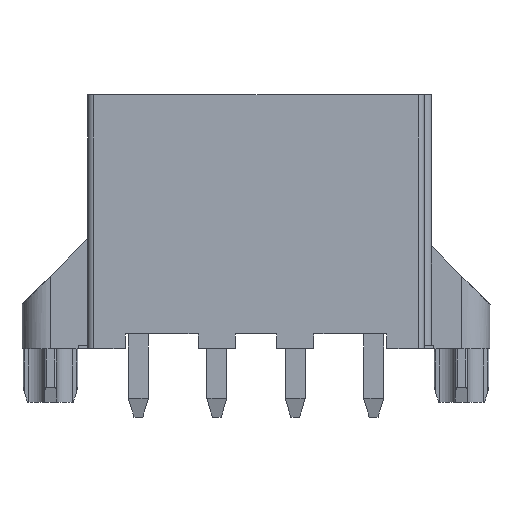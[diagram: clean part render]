
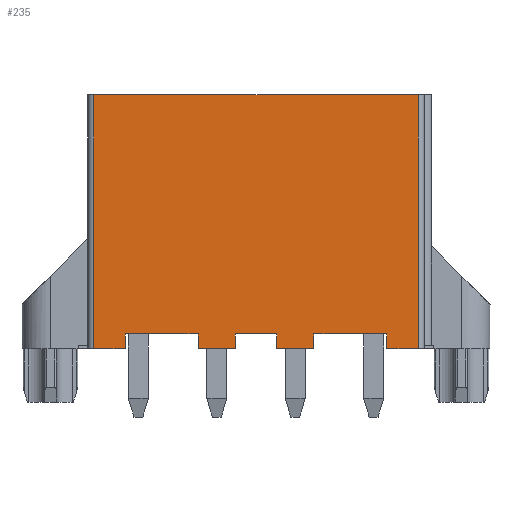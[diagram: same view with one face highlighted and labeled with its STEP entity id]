
A CAD part, front view. The second image highlights one B-rep face of the part: STEP entity #235.
In plain terms, the highlighted planar face has unit normal (0, -1, 0).
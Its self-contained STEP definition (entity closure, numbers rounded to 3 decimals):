
#235 = ADVANCED_FACE( '', ( #718 ), #719, .T. );
#718 = FACE_OUTER_BOUND( '', #1399, .T. );
#719 = PLANE( '', #1400 );
#1399 = EDGE_LOOP( '', ( #2916, #2917, #2918, #2919, #2920, #2921, #2922, #2923, #2924, #2925, #2926, #2927, #2928, #2929, #2930, #2931 ) );
#1400 = AXIS2_PLACEMENT_3D( '', #2932, #2933, #2934 );
#2916 = ORIENTED_EDGE( '', *, *, #4798, .F. );
#2917 = ORIENTED_EDGE( '', *, *, #4957, .T. );
#2918 = ORIENTED_EDGE( '', *, *, #4946, .F. );
#2919 = ORIENTED_EDGE( '', *, *, #4831, .F. );
#2920 = ORIENTED_EDGE( '', *, *, #4729, .T. );
#2921 = ORIENTED_EDGE( '', *, *, #4958, .T. );
#2922 = ORIENTED_EDGE( '', *, *, #4959, .T. );
#2923 = ORIENTED_EDGE( '', *, *, #4960, .T. );
#2924 = ORIENTED_EDGE( '', *, *, #4961, .F. );
#2925 = ORIENTED_EDGE( '', *, *, #4962, .T. );
#2926 = ORIENTED_EDGE( '', *, *, #4963, .T. );
#2927 = ORIENTED_EDGE( '', *, *, #4964, .T. );
#2928 = ORIENTED_EDGE( '', *, *, #4761, .F. );
#2929 = ORIENTED_EDGE( '', *, *, #4893, .T. );
#2930 = ORIENTED_EDGE( '', *, *, #4965, .T. );
#2931 = ORIENTED_EDGE( '', *, *, #4966, .T. );
#2932 = CARTESIAN_POINT( '', ( -8.7, -4.8, 6.8 ) );
#2933 = DIRECTION( '', ( 0., -1., 0. ) );
#2934 = DIRECTION( '', ( 0., 0., -1. ) );
#4729 = EDGE_CURVE( '', #5826, #5824, #5827, .T. );
#4761 = EDGE_CURVE( '', #5881, #5882, #5883, .T. );
#4798 = EDGE_CURVE( '', #5946, #5947, #5948, .T. );
#4831 = EDGE_CURVE( '', #5826, #6000, #6001, .T. );
#4893 = EDGE_CURVE( '', #5881, #6095, #6097, .T. );
#4946 = EDGE_CURVE( '', #6000, #6185, #6186, .T. );
#4957 = EDGE_CURVE( '', #5946, #6185, #6199, .T. );
#4958 = EDGE_CURVE( '', #5824, #6200, #6201, .T. );
#4959 = EDGE_CURVE( '', #6200, #6202, #6203, .T. );
#4960 = EDGE_CURVE( '', #6202, #6204, #6205, .T. );
#4961 = EDGE_CURVE( '', #6206, #6204, #6207, .T. );
#4962 = EDGE_CURVE( '', #6206, #6208, #6209, .T. );
#4963 = EDGE_CURVE( '', #6208, #6210, #6211, .T. );
#4964 = EDGE_CURVE( '', #6210, #5882, #6212, .T. );
#4965 = EDGE_CURVE( '', #6095, #6213, #6214, .T. );
#4966 = EDGE_CURVE( '', #6213, #5947, #6215, .T. );
#5824 = VERTEX_POINT( '', #7640 );
#5826 = VERTEX_POINT( '', #7642 );
#5827 = LINE( '', #7643, #7644 );
#5881 = VERTEX_POINT( '', #7726 );
#5882 = VERTEX_POINT( '', #7727 );
#5883 = LINE( '', #7728, #7729 );
#5946 = VERTEX_POINT( '', #7833 );
#5947 = VERTEX_POINT( '', #7834 );
#5948 = LINE( '', #7835, #7836 );
#6000 = VERTEX_POINT( '', #7919 );
#6001 = LINE( '', #7920, #7921 );
#6095 = VERTEX_POINT( '', #8073 );
#6097 = LINE( '', #8076, #8077 );
#6185 = VERTEX_POINT( '', #8232 );
#6186 = LINE( '', #8233, #8234 );
#6199 = LINE( '', #8256, #8257 );
#6200 = VERTEX_POINT( '', #8258 );
#6201 = LINE( '', #8259, #8260 );
#6202 = VERTEX_POINT( '', #8261 );
#6203 = LINE( '', #8262, #8263 );
#6204 = VERTEX_POINT( '', #8264 );
#6205 = LINE( '', #8265, #8266 );
#6206 = VERTEX_POINT( '', #8267 );
#6207 = LINE( '', #8268, #8269 );
#6208 = VERTEX_POINT( '', #8270 );
#6209 = LINE( '', #8271, #8272 );
#6210 = VERTEX_POINT( '', #8273 );
#6211 = LINE( '', #8274, #8275 );
#6212 = LINE( '', #8276, #8277 );
#6213 = VERTEX_POINT( '', #8278 );
#6214 = LINE( '', #8279, #8280 );
#6215 = LINE( '', #8281, #8282 );
#7640 = CARTESIAN_POINT( '', ( -8.7, -4.8, -6.8 ) );
#7642 = CARTESIAN_POINT( '', ( -8.7, -4.8, 6.8 ) );
#7643 = CARTESIAN_POINT( '', ( -8.7, -4.8, 6.8 ) );
#7644 = VECTOR( '', #9293, 1000. );
#7726 = CARTESIAN_POINT( '', ( 1.1, -4.8, -6.8 ) );
#7727 = CARTESIAN_POINT( '', ( 1.1, -4.8, -6. ) );
#7728 = CARTESIAN_POINT( '', ( 1.1, -4.8, -6.8 ) );
#7729 = VECTOR( '', #9331, 1000. );
#7833 = CARTESIAN_POINT( '', ( 7., -4.8, -6.8 ) );
#7834 = CARTESIAN_POINT( '', ( 7., -4.8, -6. ) );
#7835 = CARTESIAN_POINT( '', ( 7., -4.8, -6.8 ) );
#7836 = VECTOR( '', #9371, 1000. );
#7919 = CARTESIAN_POINT( '', ( 8.7, -4.8, 6.8 ) );
#7920 = CARTESIAN_POINT( '', ( -8.7, -4.8, 6.8 ) );
#7921 = VECTOR( '', #9406, 1000. );
#8073 = CARTESIAN_POINT( '', ( 3.1, -4.8, -6.8 ) );
#8076 = CARTESIAN_POINT( '', ( 1.1, -4.8, -6.8 ) );
#8077 = VECTOR( '', #9472, 1000. );
#8232 = CARTESIAN_POINT( '', ( 8.7, -4.8, -6.8 ) );
#8233 = CARTESIAN_POINT( '', ( 8.7, -4.8, 6.8 ) );
#8234 = VECTOR( '', #9525, 1000. );
#8256 = CARTESIAN_POINT( '', ( 7., -4.8, -6.8 ) );
#8257 = VECTOR( '', #9538, 1000. );
#8258 = CARTESIAN_POINT( '', ( -7., -4.8, -6.8 ) );
#8259 = CARTESIAN_POINT( '', ( -8.7, -4.8, -6.8 ) );
#8260 = VECTOR( '', #9539, 1000. );
#8261 = CARTESIAN_POINT( '', ( -7., -4.8, -6. ) );
#8262 = CARTESIAN_POINT( '', ( -7., -4.8, -6.8 ) );
#8263 = VECTOR( '', #9540, 1000. );
#8264 = CARTESIAN_POINT( '', ( -3.1, -4.8, -6. ) );
#8265 = CARTESIAN_POINT( '', ( -7., -4.8, -6. ) );
#8266 = VECTOR( '', #9541, 1000. );
#8267 = CARTESIAN_POINT( '', ( -3.1, -4.8, -6.8 ) );
#8268 = CARTESIAN_POINT( '', ( -3.1, -4.8, -6.8 ) );
#8269 = VECTOR( '', #9542, 1000. );
#8270 = CARTESIAN_POINT( '', ( -1.1, -4.8, -6.8 ) );
#8271 = CARTESIAN_POINT( '', ( -3.1, -4.8, -6.8 ) );
#8272 = VECTOR( '', #9543, 1000. );
#8273 = CARTESIAN_POINT( '', ( -1.1, -4.8, -6. ) );
#8274 = CARTESIAN_POINT( '', ( -1.1, -4.8, -6.8 ) );
#8275 = VECTOR( '', #9544, 1000. );
#8276 = CARTESIAN_POINT( '', ( -1.1, -4.8, -6. ) );
#8277 = VECTOR( '', #9545, 1000. );
#8278 = CARTESIAN_POINT( '', ( 3.1, -4.8, -6. ) );
#8279 = CARTESIAN_POINT( '', ( 3.1, -4.8, -6.8 ) );
#8280 = VECTOR( '', #9546, 1000. );
#8281 = CARTESIAN_POINT( '', ( 3.1, -4.8, -6. ) );
#8282 = VECTOR( '', #9547, 1000. );
#9293 = DIRECTION( '', ( 0., 0., -1. ) );
#9331 = DIRECTION( '', ( 0., 0., 1. ) );
#9371 = DIRECTION( '', ( 0., 0., 1. ) );
#9406 = DIRECTION( '', ( 1., 0., 0. ) );
#9472 = DIRECTION( '', ( 1., 0., 0. ) );
#9525 = DIRECTION( '', ( 0., 0., -1. ) );
#9538 = DIRECTION( '', ( 1., 0., 0. ) );
#9539 = DIRECTION( '', ( 1., 0., 0. ) );
#9540 = DIRECTION( '', ( 0., 0., 1. ) );
#9541 = DIRECTION( '', ( 1., 0., 0. ) );
#9542 = DIRECTION( '', ( 0., 0., 1. ) );
#9543 = DIRECTION( '', ( 1., 0., 0. ) );
#9544 = DIRECTION( '', ( 0., 0., 1. ) );
#9545 = DIRECTION( '', ( 1., 0., 0. ) );
#9546 = DIRECTION( '', ( 0., 0., 1. ) );
#9547 = DIRECTION( '', ( 1., 0., 0. ) );
